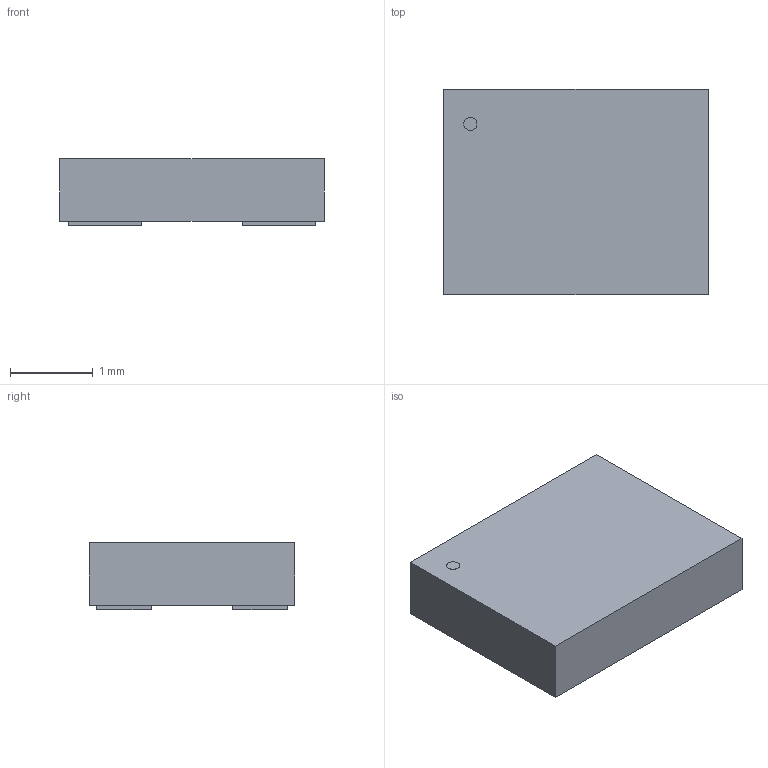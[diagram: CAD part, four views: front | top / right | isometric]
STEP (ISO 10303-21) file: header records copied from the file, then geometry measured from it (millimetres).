
FILE_DESCRIPTION(('STEP AP214'),'1');
FILE_NAME('SMD_EXC-32_CRYSTAL_3P2X2P5_ECS','2021-12-09T15:51:46',(''),(''),'','','');
FILE_SCHEMA(('AUTOMOTIVE_DESIGN'));
Length unit declared in the file: millimetre
Products named in the file (1): product
Bounding box: 3.2 x 2.49 x 0.81 mm (x, y, z)
Volume: 6.2 mm3; surface area: 30 mm2
Topology: 6 solids, 6 shells, 33 faces, 63 edges, 42 vertices
Faces by surface type: plane 32, cylinder 1
Full cylindrical faces by diameter (mm): 0.16 x1
Entity records: 832 total; most frequent: DIRECTION 134, ORIENTED_EDGE 124, CARTESIAN_POINT 79, EDGE_CURVE 62, LINE 60, VECTOR 60, VERTEX_POINT 42, AXIS2_PLACEMENT_3D 37
